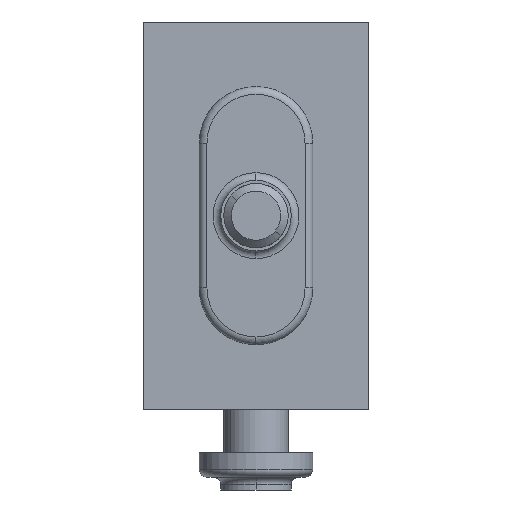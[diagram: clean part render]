
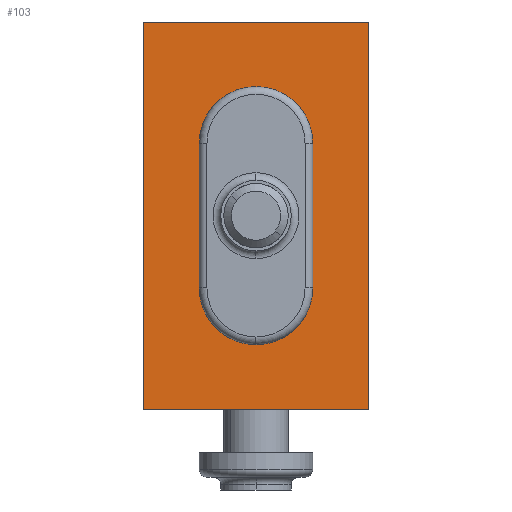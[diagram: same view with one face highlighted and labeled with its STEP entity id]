
A CAD part, front view. The second image highlights one B-rep face of the part: STEP entity #103.
In plain terms, the highlighted planar face has unit normal (0, -1, 0).
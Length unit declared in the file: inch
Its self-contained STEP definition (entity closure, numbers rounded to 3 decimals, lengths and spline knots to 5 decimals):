
#89 = EDGE_LOOP ( 'NONE', ( #2310, #2261 ) ) ;
#103 = ADVANCED_FACE ( 'NONE', ( #1126, #1127 ), #1128, .T. ) ;
#107 = VERTEX_POINT ( 'NONE', #1150 ) ;
#219 = ORIENTED_EDGE ( 'NONE', *, *, #2238, .T. ) ;
#248 = EDGE_CURVE ( 'NONE', #368, #2171, #1101, .T. ) ;
#289 = ORIENTED_EDGE ( 'NONE', *, *, #248, .T. ) ;
#368 = VERTEX_POINT ( 'NONE', #448 ) ;
#448 = CARTESIAN_POINT ( 'NONE',  ( -0.4375, 0., 1.5 ) ) ;
#535 = LINE ( 'NONE', #536, #537 ) ;
#536 = CARTESIAN_POINT ( 'NONE',  ( -0.4375, 0., 1.5 ) ) ;
#537 = VECTOR ( 'NONE', #538, 39.37008 ) ;
#538 = DIRECTION ( 'NONE',  ( 1., 0., 0. ) ) ;
#541 = EDGE_CURVE ( 'NONE', #368, #1367, #535, .T. ) ;
#748 = CIRCLE ( 'NONE', #751, 0.1285 ) ;
#751 = AXIS2_PLACEMENT_3D ( 'NONE', #752, #753, #754 ) ;
#752 = CARTESIAN_POINT ( 'NONE',  ( 0., 0., 0.75 ) ) ;
#753 = DIRECTION ( 'NONE',  ( 0., -1., 0. ) ) ;
#754 = DIRECTION ( 'NONE',  ( 0., 0., -1. ) ) ;
#766 = CARTESIAN_POINT ( 'NONE',  ( 0., 0., 0.8785 ) ) ;
#889 = ORIENTED_EDGE ( 'NONE', *, *, #541, .F. ) ;
#958 = VERTEX_POINT ( 'NONE', #766 ) ;
#968 = LINE ( 'NONE', #969, #970 ) ;
#969 = CARTESIAN_POINT ( 'NONE',  ( -0.4375, 0., 0. ) ) ;
#970 = VECTOR ( 'NONE', #971, 39.37008 ) ;
#971 = DIRECTION ( 'NONE',  ( 1., 0., 0. ) ) ;
#972 = CARTESIAN_POINT ( 'NONE',  ( 0.4375, 0., 0. ) ) ;
#1019 = CARTESIAN_POINT ( 'NONE',  ( 0.4375, 0., 1.5 ) ) ;
#1047 = CIRCLE ( 'NONE', #1048, 0.1285 ) ;
#1048 = AXIS2_PLACEMENT_3D ( 'NONE', #1049, #1050, #1051 ) ;
#1049 = CARTESIAN_POINT ( 'NONE',  ( 0., 0., 0.75 ) ) ;
#1050 = DIRECTION ( 'NONE',  ( 0., -1., 0. ) ) ;
#1051 = DIRECTION ( 'NONE',  ( 0., 0., -1. ) ) ;
#1101 = LINE ( 'NONE', #1102, #1103 ) ;
#1102 = CARTESIAN_POINT ( 'NONE',  ( -0.4375, 0., 1.5 ) ) ;
#1103 = VECTOR ( 'NONE', #1104, 39.37008 ) ;
#1104 = DIRECTION ( 'NONE',  ( 0., 0., -1. ) ) ;
#1114 = LINE ( 'NONE', #1115, #1116 ) ;
#1115 = CARTESIAN_POINT ( 'NONE',  ( 0.4375, 0., 1.5 ) ) ;
#1116 = VECTOR ( 'NONE', #1117, 39.37008 ) ;
#1117 = DIRECTION ( 'NONE',  ( 0., 0., -1. ) ) ;
#1126 = FACE_BOUND ( 'NONE', #89, .T. ) ;
#1127 = FACE_OUTER_BOUND ( 'NONE', #2242, .T. ) ;
#1128 = PLANE ( 'NONE',  #1129 ) ;
#1129 = AXIS2_PLACEMENT_3D ( 'NONE', #1130, #1131, #1132 ) ;
#1130 = CARTESIAN_POINT ( 'NONE',  ( -0.4375, 0., 1.5 ) ) ;
#1131 = DIRECTION ( 'NONE',  ( 0., -1., 0. ) ) ;
#1132 = DIRECTION ( 'NONE',  ( 0., 0., -1. ) ) ;
#1150 = CARTESIAN_POINT ( 'NONE',  ( 0., 0., 0.6215 ) ) ;
#1367 = VERTEX_POINT ( 'NONE', #1019 ) ;
#1438 = CARTESIAN_POINT ( 'NONE',  ( -0.4375, 0., 0. ) ) ;
#1452 = EDGE_CURVE ( 'NONE', #958, #107, #1047, .T. ) ;
#1605 = EDGE_CURVE ( 'NONE', #1367, #2239, #1114, .T. ) ;
#1943 = ORIENTED_EDGE ( 'NONE', *, *, #1605, .F. ) ;
#2171 = VERTEX_POINT ( 'NONE', #1438 ) ;
#2238 = EDGE_CURVE ( 'NONE', #2171, #2239, #968, .T. ) ;
#2239 = VERTEX_POINT ( 'NONE', #972 ) ;
#2242 = EDGE_LOOP ( 'NONE', ( #1943, #889, #289, #219 ) ) ;
#2261 = ORIENTED_EDGE ( 'NONE', *, *, #1452, .F. ) ;
#2289 = EDGE_CURVE ( 'NONE', #107, #958, #748, .T. ) ;
#2310 = ORIENTED_EDGE ( 'NONE', *, *, #2289, .F. ) ;
